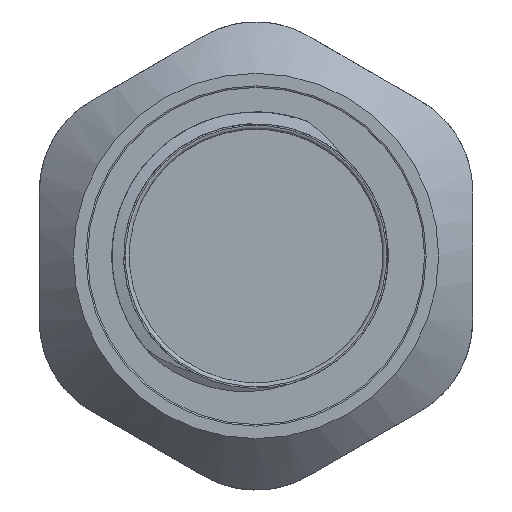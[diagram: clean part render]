
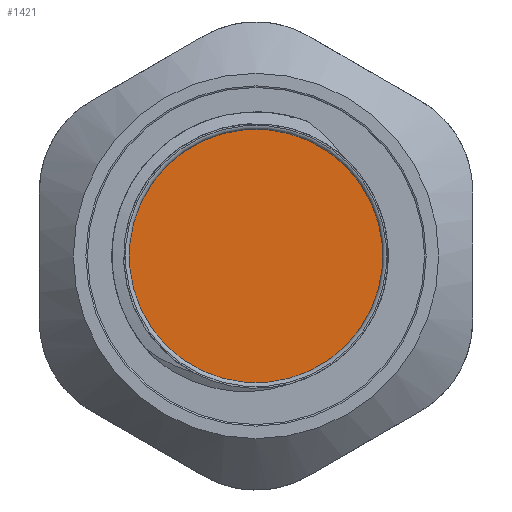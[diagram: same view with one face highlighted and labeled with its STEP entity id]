
A CAD part, front view. The second image highlights one B-rep face of the part: STEP entity #1421.
In plain terms, the highlighted planar face has unit normal (0, -1, 0).
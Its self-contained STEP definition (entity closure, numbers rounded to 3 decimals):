
#84=PLANE('',#1539);
#122=FACE_OUTER_BOUND('',#209,.T.);
#209=EDGE_LOOP('',(#908));
#308=CIRCLE('',#1540,16.1);
#546=VERTEX_POINT('',#2270);
#689=EDGE_CURVE('',#546,#546,#308,.T.);
#908=ORIENTED_EDGE('',*,*,#689,.F.);
#1421=ADVANCED_FACE('',(#122),#84,.T.);
#1539=AXIS2_PLACEMENT_3D('',#2269,#1700,#1701);
#1540=AXIS2_PLACEMENT_3D('',#2271,#1702,#1703);
#1700=DIRECTION('center_axis',(0.,-1.,0.));
#1701=DIRECTION('ref_axis',(0.,0.,-1.));
#1702=DIRECTION('center_axis',(0.,1.,0.));
#1703=DIRECTION('ref_axis',(0.259,0.,-0.966));
#2269=CARTESIAN_POINT('Origin',(-3.386,-52.905,-1.181));
#2270=CARTESIAN_POINT('',(-7.553,-52.905,14.37));
#2271=CARTESIAN_POINT('Origin',(-3.386,-52.905,-1.181));
